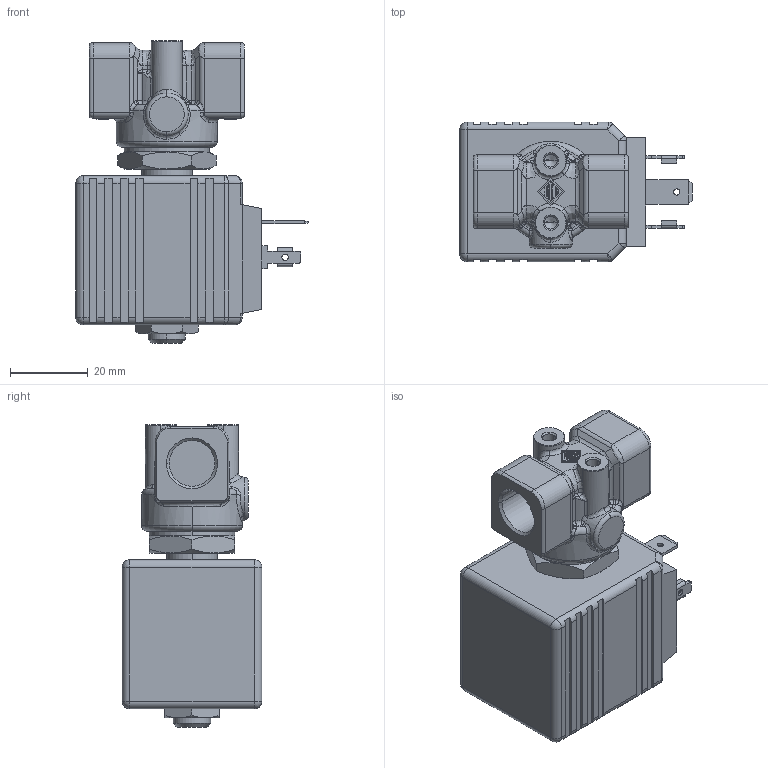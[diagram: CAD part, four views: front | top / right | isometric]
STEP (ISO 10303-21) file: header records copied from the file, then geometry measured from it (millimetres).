
FILE_DESCRIPTION((''),'2;1');
FILE_NAME('PRT0001','2015-04-21T',('fmoretti'),('O.D.E.'),'PRO/ENGINEER BY PARAMETRIC TECHNOLOGY CORPORATION, 2012420','PRO/ENGINEER BY PARAMETRIC TECHNOLOGY CORPORATION, 2012420','');
FILE_SCHEMA(('CONFIG_CONTROL_DESIGN','SHAPE_APPEARANCE_LAYERS_GROUPS'));
Length unit declared in the file: millimetre
Products named in the file (1): PRT0001
Bounding box: 60 x 36 x 78.05 mm (x, y, z)
Volume: 70018.2 mm3; surface area: 27666.9 mm2
Topology: 1 solids, 28 shells, 921 faces, 2253 edges, 1413 vertices
Faces by surface type: plane 544, cylinder 185, bspline 87, cone 55, sphere 26, torus 24
Entity records: 37250 total; most frequent: CARTESIAN_POINT 9699, ORIENTED_EDGE 4494, DIRECTION 4138, EDGE_CURVE 2247, VECTOR 1414, LINE 1414, VERTEX_POINT 1413, AXIS2_PLACEMENT_3D 1362
